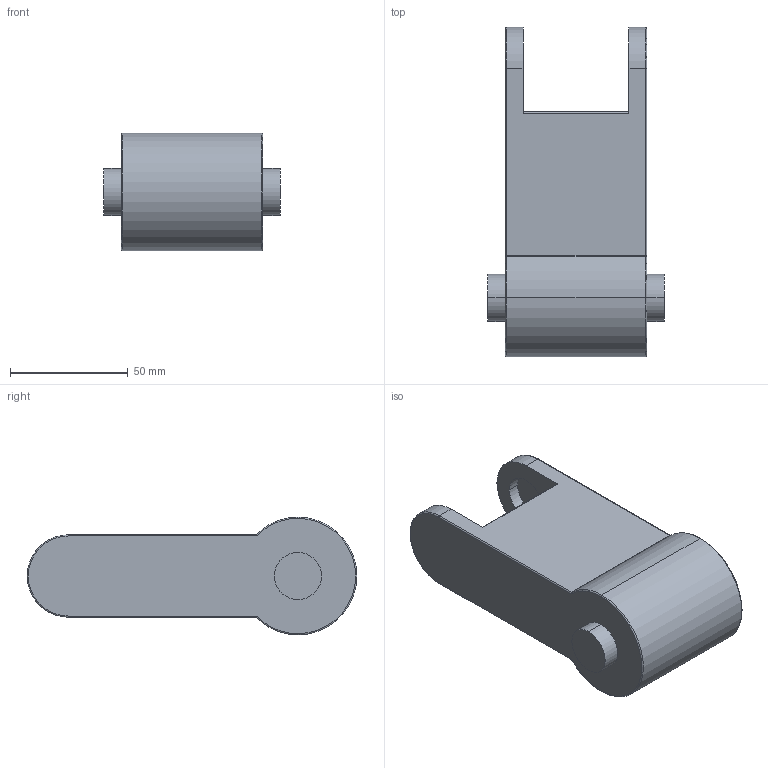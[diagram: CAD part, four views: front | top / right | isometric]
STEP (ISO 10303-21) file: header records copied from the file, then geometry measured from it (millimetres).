
FILE_DESCRIPTION (( 'STEP AP203' ), '1' );
FILE_NAME ('Arm 1_Default_sldprt.STEP', '2017-12-16T02:02:32', ( '' ), ( '' ), 'SwSTEP 2.0', 'SolidWorks 2016', '' );
FILE_SCHEMA (( 'CONFIG_CONTROL_DESIGN' ));
Length unit declared in the file: millimetre
Products named in the file (1): Arm 1_Default_sldprt
Bounding box: 75 x 140 x 50 mm (x, y, z)
Volume: 254345.4 mm3; surface area: 31174 mm2
Topology: 1 solids, 1 shells, 44 faces, 98 edges, 60 vertices
Faces by surface type: cylinder 21, torus 12, plane 11
Entity records: 1313 total; most frequent: DIRECTION 250, CARTESIAN_POINT 203, ORIENTED_EDGE 196, AXIS2_PLACEMENT_3D 107, EDGE_CURVE 98, CIRCLE 62, VERTEX_POINT 60, EDGE_LOOP 48
